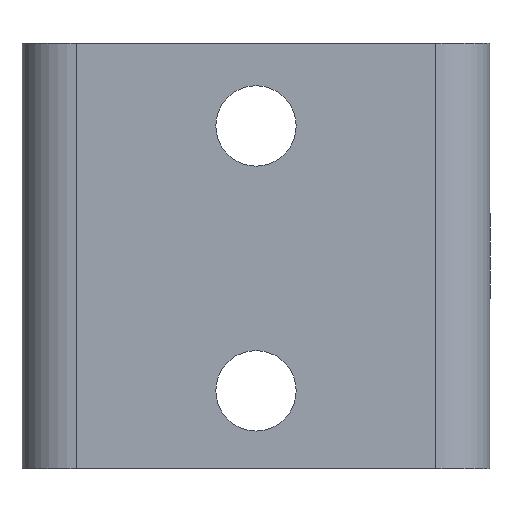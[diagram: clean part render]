
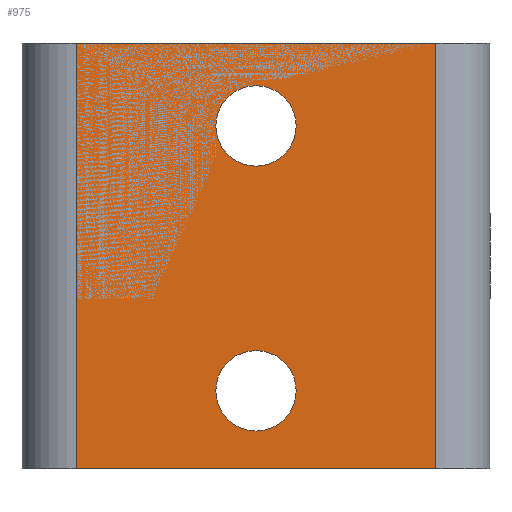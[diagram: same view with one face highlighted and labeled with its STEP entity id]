
A CAD part, front view. The second image highlights one B-rep face of the part: STEP entity #975.
In plain terms, the highlighted planar face has unit normal (0, -1, 0).
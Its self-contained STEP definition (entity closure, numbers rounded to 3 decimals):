
#23 = ORIENTED_EDGE ( 'NONE', *, *, #197, .F. ) ;
#26 = CIRCLE ( 'NONE', #1153, 4.25 ) ;
#57 = CARTESIAN_POINT ( 'NONE',  ( 19., 0., -22.5 ) ) ;
#71 = VECTOR ( 'NONE', #745, 1000. ) ;
#114 = CARTESIAN_POINT ( 'NONE',  ( 19., 0., 22.5 ) ) ;
#115 = CARTESIAN_POINT ( 'NONE',  ( -19., 0., -22.5 ) ) ;
#123 = CARTESIAN_POINT ( 'NONE',  ( -19., 0., 22.5 ) ) ;
#134 = LINE ( 'NONE', #512, #159 ) ;
#137 = ORIENTED_EDGE ( 'NONE', *, *, #427, .F. ) ;
#159 = VECTOR ( 'NONE', #209, 1000. ) ;
#162 = EDGE_CURVE ( 'NONE', #289, #1020, #1109, .T. ) ;
#197 = EDGE_CURVE ( 'NONE', #1020, #959, #1123, .T. ) ;
#198 = DIRECTION ( 'NONE',  ( 0., 0., 1. ) ) ;
#209 = DIRECTION ( 'NONE',  ( 1., 0., 0. ) ) ;
#211 = VECTOR ( 'NONE', #198, 1000. ) ;
#218 = ORIENTED_EDGE ( 'NONE', *, *, #644, .F. ) ;
#219 = FACE_OUTER_BOUND ( 'NONE', #744, .T. ) ;
#241 = CARTESIAN_POINT ( 'NONE',  ( 0., 0., -18.5 ) ) ;
#249 = ORIENTED_EDGE ( 'NONE', *, *, #467, .F. ) ;
#288 = DIRECTION ( 'NONE',  ( 0., 0., -1. ) ) ;
#289 = VERTEX_POINT ( 'NONE', #57 ) ;
#308 = CARTESIAN_POINT ( 'NONE',  ( 0., 0., -10. ) ) ;
#326 = VERTEX_POINT ( 'NONE', #597 ) ;
#328 = CARTESIAN_POINT ( 'NONE',  ( 0., 0., -14.25 ) ) ;
#357 = DIRECTION ( 'NONE',  ( 0., -1., 0. ) ) ;
#369 = CARTESIAN_POINT ( 'NONE',  ( 0., 0., 9.5 ) ) ;
#380 = CARTESIAN_POINT ( 'NONE',  ( 0., 0., 13.75 ) ) ;
#386 = CARTESIAN_POINT ( 'NONE',  ( 0., 0., 18. ) ) ;
#396 = CIRCLE ( 'NONE', #539, 4.25 ) ;
#418 = AXIS2_PLACEMENT_3D ( 'NONE', #1045, #1119, #288 ) ;
#420 = EDGE_CURVE ( 'NONE', #532, #583, #396, .T. ) ;
#427 = EDGE_CURVE ( 'NONE', #1078, #1102, #787, .T. ) ;
#462 = ORIENTED_EDGE ( 'NONE', *, *, #162, .F. ) ;
#467 = EDGE_CURVE ( 'NONE', #583, #532, #522, .T. ) ;
#470 = DIRECTION ( 'NONE',  ( 0., 0., -1. ) ) ;
#512 = CARTESIAN_POINT ( 'NONE',  ( -19., 0., 22.5 ) ) ;
#522 = CIRCLE ( 'NONE', #982, 4.25 ) ;
#529 = CARTESIAN_POINT ( 'NONE',  ( 0., 0., -14.25 ) ) ;
#532 = VERTEX_POINT ( 'NONE', #386 ) ;
#534 = DIRECTION ( 'NONE',  ( 0., 0., -1. ) ) ;
#539 = AXIS2_PLACEMENT_3D ( 'NONE', #1074, #715, #534 ) ;
#574 = EDGE_LOOP ( 'NONE', ( #249, #1051 ) ) ;
#583 = VERTEX_POINT ( 'NONE', #369 ) ;
#597 = CARTESIAN_POINT ( 'NONE',  ( 19., 0., 22.5 ) ) ;
#618 = CARTESIAN_POINT ( 'NONE',  ( -19., 0., -22.5 ) ) ;
#644 = EDGE_CURVE ( 'NONE', #959, #326, #134, .T. ) ;
#645 = DIRECTION ( 'NONE',  ( 0., -1., 0. ) ) ;
#673 = PLANE ( 'NONE',  #418 ) ;
#696 = DIRECTION ( 'NONE',  ( 0., -1., 0. ) ) ;
#699 = DIRECTION ( 'NONE',  ( 0., 0., -1. ) ) ;
#715 = DIRECTION ( 'NONE',  ( 0., -1., 0. ) ) ;
#744 = EDGE_LOOP ( 'NONE', ( #1085, #218, #23, #462 ) ) ;
#745 = DIRECTION ( 'NONE',  ( 0., 0., -1. ) ) ;
#748 = DIRECTION ( 'NONE',  ( -1., 0., 0. ) ) ;
#750 = FACE_BOUND ( 'NONE', #872, .T. ) ;
#787 = CIRCLE ( 'NONE', #824, 4.25 ) ;
#789 = VECTOR ( 'NONE', #748, 1000. ) ;
#824 = AXIS2_PLACEMENT_3D ( 'NONE', #529, #357, #699 ) ;
#851 = LINE ( 'NONE', #114, #71 ) ;
#872 = EDGE_LOOP ( 'NONE', ( #137, #1089 ) ) ;
#911 = DIRECTION ( 'NONE',  ( 0., 0., -1. ) ) ;
#919 = EDGE_CURVE ( 'NONE', #326, #289, #851, .T. ) ;
#959 = VERTEX_POINT ( 'NONE', #123 ) ;
#975 = ADVANCED_FACE ( 'NONE', ( #1136, #750, #219 ), #673, .T. ) ;
#982 = AXIS2_PLACEMENT_3D ( 'NONE', #380, #645, #470 ) ;
#1019 = CARTESIAN_POINT ( 'NONE',  ( -19., 0., 22.5 ) ) ;
#1020 = VERTEX_POINT ( 'NONE', #618 ) ;
#1045 = CARTESIAN_POINT ( 'NONE',  ( 0., 0., 0. ) ) ;
#1051 = ORIENTED_EDGE ( 'NONE', *, *, #420, .F. ) ;
#1074 = CARTESIAN_POINT ( 'NONE',  ( 0., 0., 13.75 ) ) ;
#1078 = VERTEX_POINT ( 'NONE', #241 ) ;
#1085 = ORIENTED_EDGE ( 'NONE', *, *, #919, .F. ) ;
#1089 = ORIENTED_EDGE ( 'NONE', *, *, #1120, .F. ) ;
#1102 = VERTEX_POINT ( 'NONE', #308 ) ;
#1109 = LINE ( 'NONE', #115, #789 ) ;
#1119 = DIRECTION ( 'NONE',  ( 0., -1., 0. ) ) ;
#1120 = EDGE_CURVE ( 'NONE', #1102, #1078, #26, .T. ) ;
#1123 = LINE ( 'NONE', #1019, #211 ) ;
#1136 = FACE_BOUND ( 'NONE', #574, .T. ) ;
#1153 = AXIS2_PLACEMENT_3D ( 'NONE', #328, #696, #911 ) ;
